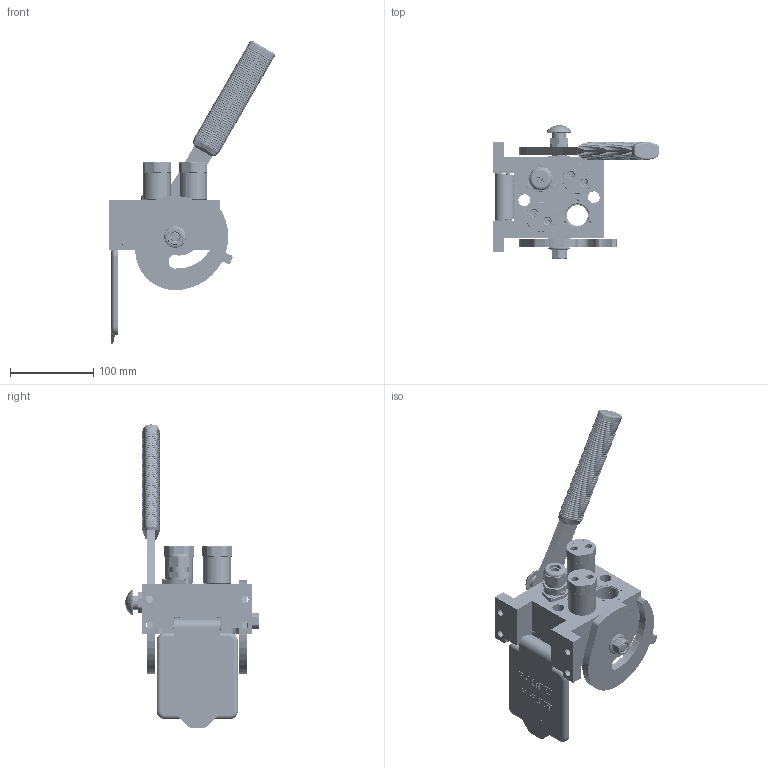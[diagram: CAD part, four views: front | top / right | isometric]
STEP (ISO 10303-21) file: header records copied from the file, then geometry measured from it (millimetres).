
FILE_DESCRIPTION (( 'STEP AP214' ), '1' );
FILE_NAME ('FASTER.step', '2025-02-24T18:37:14', ( '' ), ( '' ), 'SwSTEP 2.0', 'SolidWorks 2017', '' );
FILE_SCHEMA (( 'AUTOMOTIVE_DESIGN' ));
Length unit declared in the file: millimetre
Products named in the file (41): 4870_024_1001_000; 4820_001_0004_000; et011; 4142_072_1000_300; 4830_001_0005_300; 4340_014_0000_000; 2ffngs12_aa_f; 4830_001_0005_301; 4830_070_0000_001; Copia di 4830_042_0000_000.prt^corspel08-7_f; 4850_007_0000_000; 4870_023_1001_000; 4830_025_1000_000; 4830_025_0000_001; 4830_022_0000_011; 4830_020_0000_024; 4830_044_0000_000; Copia di inspel08-7_f.prt^Copia di inspel08-7_f.asm_corspel08-7_f; FASTER; Copia di 4850_007_0003_000.prt^corspel08-7_f; P508_F_A_BASE; 1540_080_0012_000; Copia di 4850_032_0000_000.prt^Copia di inspel08-7_f.asm_corspel08-7_f; curs_molla_12; Copia di inspel08-7_f.asm^corspel08-7_f; 4850_024_6001_021; 4810_001_0001_014; P508FA; conn_7p_f; Copia di 4850_007_0001_000.prt^corspel08-7_f; 4830_025_2000_000; corspel08-7_f; sv002011_m2; 4870_025_1001_000; or1_5x7_m; 0048_042_0412_000; 4870_025_1001_000_ASM; 4241_072_0000_200; sicura_p5; A_2ffngs12_aa_f
Assembly tree (49 placements, depth 5):
  FASTER
    P508_F_A_BASE
      P508FA
        4830_020_0000_024
        4820_001_0004_000
        4810_001_0001_014
        4830_001_0005_300
        4830_001_0005_301
    conn_7p_f
      corspel08-7_f
        Copia di 4850_007_0001_000.prt^corspel08-7_f
        Copia di inspel08-7_f.asm^corspel08-7_f
          Copia di inspel08-7_f.prt^Copia di inspel08-7_f.asm_corspel08-7_f
          Copia di 4850_032_0000_000.prt^Copia di inspel08-7_f.asm_corspel08-7_f  x7
        Copia di 4850_007_0003_000.prt^corspel08-7_f
        Copia di 4830_042_0000_000.prt^corspel08-7_f
      4830_044_0000_000  x3
      4850_007_0000_000
      4241_072_0000_200
    A_2ffngs12_aa_f  x2
      curs_molla_12
        4340_014_0000_000
        4142_072_1000_300
      2ffngs12_aa_f
        2ffngs12_aa_f
    4870_025_1001_000
      4870_025_1001_000_ASM
        4870_024_1001_000
        4850_024_6001_021
        sv002011_m2
      sicura_p5
        4830_025_0000_001
        or1_5x7_m
        0048_042_0412_000
      4830_025_2000_000
      4830_025_1000_000
      4830_022_0000_011
      4870_023_1001_000
      1540_080_0012_000
      4830_070_0000_001
    et011
Bounding box: 200.35 x 160.98 x 364.81 mm (x, y, z)
Volume: 227972.4 mm3; surface area: 333589.8 mm2
Topology: 29 solids, 70 shells, 6279 faces, 15333 edges, 9382 vertices
Faces by surface type: plane 2788, cylinder 1698, torus 1072, cone 479, bspline 189, sphere 53
Entity records: 200634 total; most frequent: CARTESIAN_POINT 64620, ORIENTED_EDGE 26894, DIRECTION 26226, EDGE_CURVE 13496, AXIS2_PLACEMENT_3D 9221, VERTEX_POINT 8283, LINE 7784, VECTOR 7784
